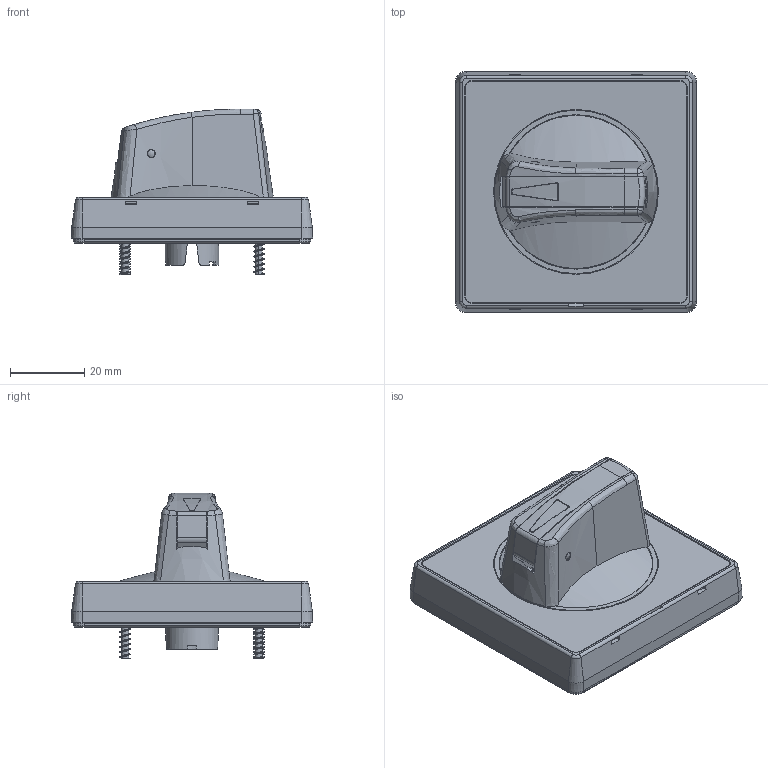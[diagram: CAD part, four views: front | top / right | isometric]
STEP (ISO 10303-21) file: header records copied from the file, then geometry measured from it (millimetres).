
FILE_DESCRIPTION(/* description */ (''),/* implementation_level */ '2;1');
FILE_NAME(/* name */ '3d_GAX62.stp',/* time_stamp */ '2023-06-23T10:37:42+02:00',/* author */ (''),/* organization */ (''),/* preprocessor_version */ 'ST-DEVELOPER v16.7',/* originating_system */ 'SIEMENS PLM Software NX 12.0',/* authorisation */ '');
FILE_SCHEMA (('AUTOMOTIVE_DESIGN { 1 0 10303 214 3 1 1 1 }'));
Length unit declared in the file: millimetre
Products named in the file (1): Rugg67AC8361p0x8
Bounding box: 65 x 65 x 44.7 mm (x, y, z)
Surface area: 21401.3 mm2 (no closed solid volume)
Topology: 0 solids, 13 shells, 481 faces, 1575 edges, 1112 vertices
Faces by surface type: plane 206, cylinder 141, cone 91, bspline 27, torus 12, sphere 4
Full cylindrical faces by diameter (mm): 1.95 x32, 2 x1, 2.2 x2, 3.4 x8, 14 x1, 14.4 x1, 41.2 x1, 41.6 x1, 44 x1, 44.4 x1
Entity records: 27520 total; most frequent: CARTESIAN_POINT 14777, DIRECTION 2619, ORIENTED_EDGE 2429, EDGE_CURVE 1416, VERTEX_POINT 1025, AXIS2_PLACEMENT_3D 958, LINE 703, VECTOR 703
